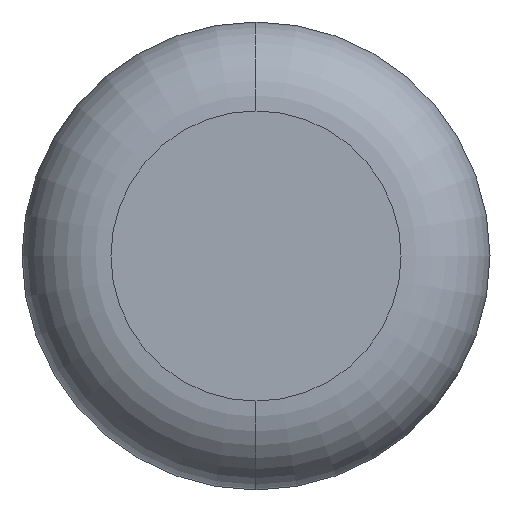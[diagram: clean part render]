
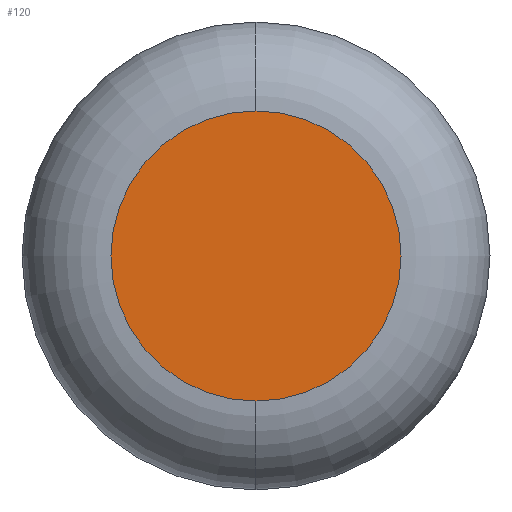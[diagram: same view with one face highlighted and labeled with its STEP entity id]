
A CAD part, front view. The second image highlights one B-rep face of the part: STEP entity #120.
In plain terms, the highlighted planar face has unit normal (0, -1, 0).
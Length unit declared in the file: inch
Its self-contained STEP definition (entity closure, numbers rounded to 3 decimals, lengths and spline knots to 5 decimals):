
#13 = DIRECTION ( 'NONE',  ( 0., -1., 0. ) ) ;
#17 = CIRCLE ( 'NONE', #215, 0.31 ) ;
#65 = CARTESIAN_POINT ( 'NONE',  ( 0., 0., -0.31 ) ) ;
#91 = EDGE_CURVE ( 'NONE', #155, #228, #17, .T. ) ;
#99 = ORIENTED_EDGE ( 'NONE', *, *, #486, .T. ) ;
#120 = ADVANCED_FACE ( 'NONE', ( #410 ), #321, .T. ) ;
#155 = VERTEX_POINT ( 'NONE', #372 ) ;
#215 = AXIS2_PLACEMENT_3D ( 'NONE', #406, #13, #238 ) ;
#228 = VERTEX_POINT ( 'NONE', #65 ) ;
#232 = DIRECTION ( 'NONE',  ( 0., -1., 0. ) ) ;
#238 = DIRECTION ( 'NONE',  ( 0., 0., -1. ) ) ;
#269 = ORIENTED_EDGE ( 'NONE', *, *, #91, .T. ) ;
#279 = DIRECTION ( 'NONE',  ( 0., -1., 0. ) ) ;
#288 = DIRECTION ( 'NONE',  ( 0., 0., -1. ) ) ;
#307 = EDGE_LOOP ( 'NONE', ( #99, #269 ) ) ;
#321 = PLANE ( 'NONE',  #338 ) ;
#338 = AXIS2_PLACEMENT_3D ( 'NONE', #369, #232, #288 ) ;
#354 = CIRCLE ( 'NONE', #427, 0.31 ) ;
#359 = DIRECTION ( 'NONE',  ( 0., 0., -1. ) ) ;
#369 = CARTESIAN_POINT ( 'NONE',  ( 0., 0., 0. ) ) ;
#372 = CARTESIAN_POINT ( 'NONE',  ( 0., 0., 0.31 ) ) ;
#406 = CARTESIAN_POINT ( 'NONE',  ( 0., 0., 0. ) ) ;
#410 = FACE_OUTER_BOUND ( 'NONE', #307, .T. ) ;
#427 = AXIS2_PLACEMENT_3D ( 'NONE', #493, #279, #359 ) ;
#486 = EDGE_CURVE ( 'NONE', #228, #155, #354, .T. ) ;
#493 = CARTESIAN_POINT ( 'NONE',  ( 0., 0., 0. ) ) ;
